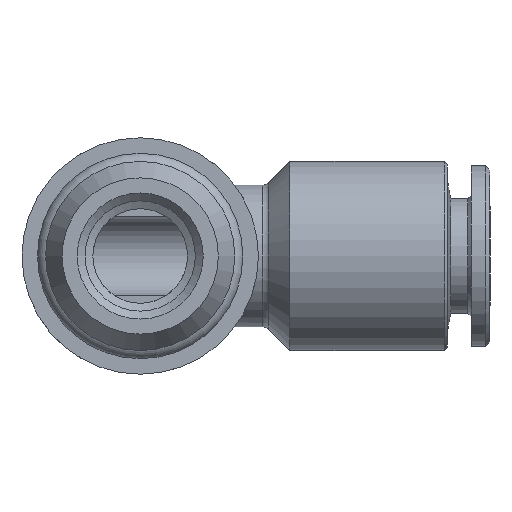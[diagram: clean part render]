
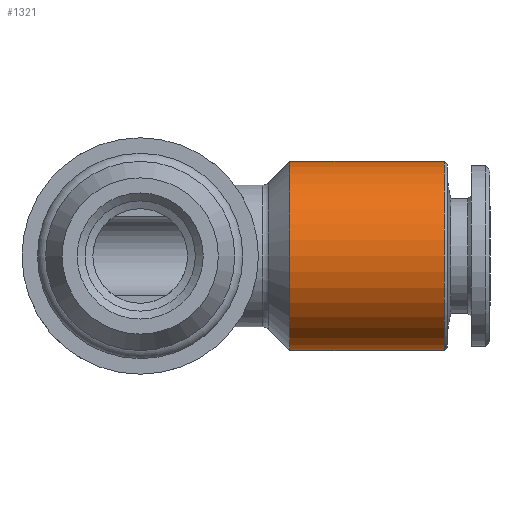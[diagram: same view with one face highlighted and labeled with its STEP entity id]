
A CAD part, front view. The second image highlights one B-rep face of the part: STEP entity #1321.
In plain terms, the highlighted cylindrical face has radius 6 mm (diameter 12 mm), a full revolution.
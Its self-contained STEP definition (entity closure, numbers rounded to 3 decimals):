
#31=CYLINDRICAL_SURFACE('',#1433,6.);
#314=ORIENTED_EDGE('',*,*,#449,.T.);
#315=ORIENTED_EDGE('',*,*,#459,.T.);
#449=EDGE_CURVE('',#536,#536,#591,.T.);
#459=EDGE_CURVE('',#540,#540,#599,.T.);
#536=VERTEX_POINT('',#2455);
#540=VERTEX_POINT('',#2477);
#591=CIRCLE('',#1416,6.);
#599=CIRCLE('',#1434,6.);
#668=EDGE_LOOP('',(#314));
#669=EDGE_LOOP('',(#315));
#765=FACE_BOUND('',#668,.T.);
#766=FACE_BOUND('',#669,.T.);
#1321=ADVANCED_FACE('',(#765,#766),#31,.T.);
#1416=AXIS2_PLACEMENT_3D('',#2454,#1627,#1628);
#1433=AXIS2_PLACEMENT_3D('',#2475,#1661,#1662);
#1434=AXIS2_PLACEMENT_3D('',#2476,#1663,#1664);
#1627=DIRECTION('',(1.,0.,0.));
#1628=DIRECTION('',(0.,0.,-1.));
#1661=DIRECTION('',(-1.,0.,0.));
#1662=DIRECTION('',(0.,0.,1.));
#1663=DIRECTION('',(-1.,0.,0.));
#1664=DIRECTION('',(0.,0.,1.));
#2454=CARTESIAN_POINT('',(9.5,0.,0.));
#2455=CARTESIAN_POINT('',(9.5,0.,-6.));
#2475=CARTESIAN_POINT('',(-1.137,0.,0.));
#2476=CARTESIAN_POINT('',(19.3,0.,0.));
#2477=CARTESIAN_POINT('',(19.3,0.,6.));
